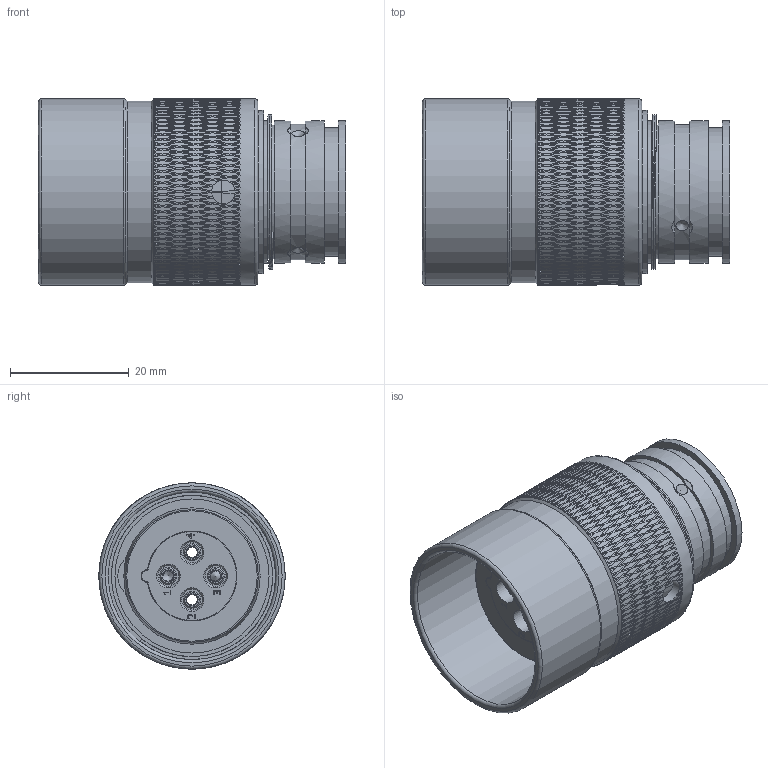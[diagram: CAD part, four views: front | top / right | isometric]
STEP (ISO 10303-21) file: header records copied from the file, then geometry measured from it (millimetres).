
FILE_DESCRIPTION(/* description */ (''),/* implementation_level */ '2;1');
FILE_NAME(/* name */ 'TrustLink MS CCP A 4 F.stp',/* time_stamp */ '2021-03-05T11:23:56+01:00',/* author */ ('sh'),/* organization */ (''),/* preprocessor_version */ 'ST-DEVELOPER v17.2',/* originating_system */ 'Autodesk Inventor 2019',/* authorisation */ '');
FILE_SCHEMA (('AUTOMOTIVE_DESIGN { 1 0 10303 214 3 1 1 }'));
Products named in the file (1): TrustLink MS CCP A 4 F
Bounding box: 51.8 x 31.4 x 31.4 mm (x, y, z)
Volume: 18991.2 mm3; surface area: 15278.5 mm2
Topology: 1 solids, 1 shells, 3659 faces, 10035 edges, 6664 vertices
Faces by surface type: bspline 2860, cylinder 607, plane 131, cone 47, torus 14
Full cylindrical faces by diameter (mm): 1 x4, 1.85 x4, 2.1 x4, 2.46 x4, 2.6 x8, 2.9 x4, 3.5 x4, 4 x5, 19 x1, 19.6 x1, 21.6 x1, 22.52 x2, 22.8 x1, 23 x1, 24 x4, 24.5 x3, 26 x1, 26.05 x1, 27.2 x1, 27.5 x2, 28.2 x2, 28.3 x2, 30.6 x1, 31.38 x1, 31.4 x2
Entity records: 238282 total; most frequent: CARTESIAN_POINT 165242, ORIENTED_EDGE 20048, EDGE_CURVE 10024, B_SPLINE_CURVE_WITH_KNOTS 8106, VERTEX_POINT 6664, DIRECTION 4345, EDGE_LOOP 4054, STYLED_ITEM 3660
